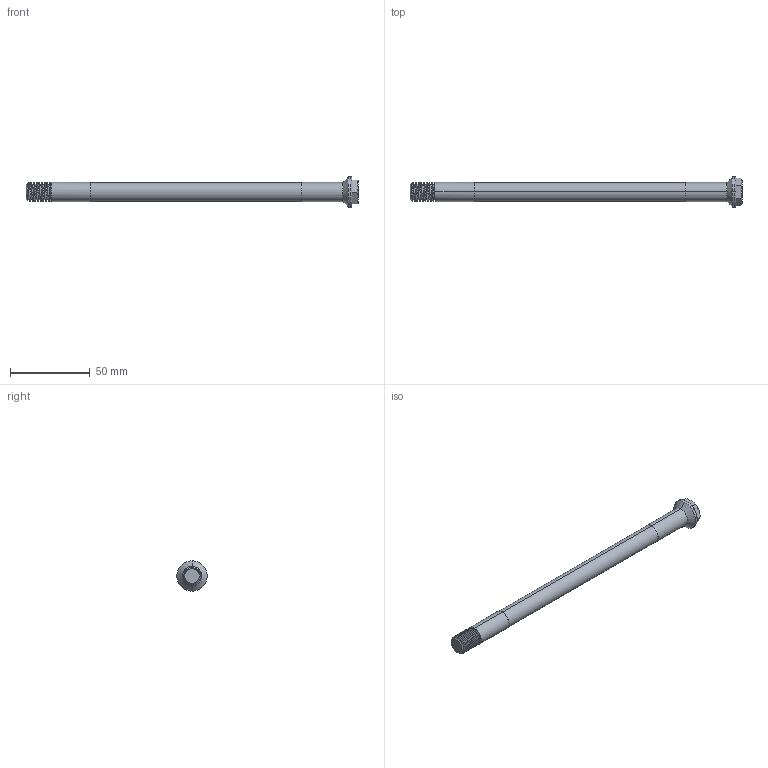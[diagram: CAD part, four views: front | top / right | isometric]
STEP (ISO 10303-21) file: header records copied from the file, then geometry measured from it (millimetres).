
FILE_DESCRIPTION (( 'STEP AP214' ), '1' );
FILE_NAME ('SK4078.STEP', '2025-04-17T21:19:03', ( '' ), ( '' ), 'SwSTEP 2.0', 'SolidWorks 2023', '' );
FILE_SCHEMA (( 'AUTOMOTIVE_DESIGN' ));
Length unit declared in the file: millimetre
Products named in the file (1): SK4078
Bounding box: 208 x 19.05 x 19.05 mm (x, y, z)
Volume: 22946.7 mm3; surface area: 8918.3 mm2
Topology: 1 solids, 1 shells, 41 faces, 96 edges, 61 vertices
Faces by surface type: plane 19, cone 9, cylinder 8, bspline 3, torus 2
Entity records: 2938 total; most frequent: CARTESIAN_POINT 2022, ORIENTED_EDGE 192, DIRECTION 172, EDGE_CURVE 96, AXIS2_PLACEMENT_3D 63, VERTEX_POINT 61, VECTOR 46, LINE 46
